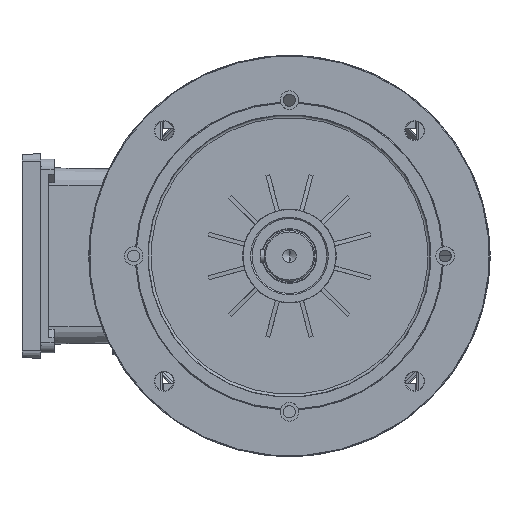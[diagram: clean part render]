
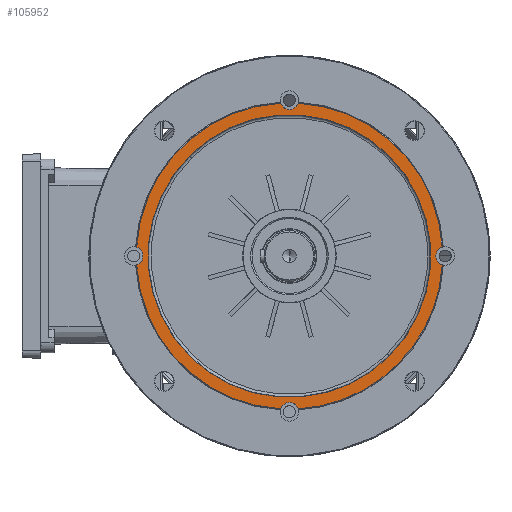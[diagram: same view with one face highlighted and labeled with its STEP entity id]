
A CAD part, left-side view. The second image highlights one B-rep face of the part: STEP entity #105952.
In plain terms, the highlighted face is planar.
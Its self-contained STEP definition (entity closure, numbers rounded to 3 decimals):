
#3081 = EDGE_CURVE ( 'NONE', #172412, #81838, #16170, .T. ) ;
#3525 = ORIENTED_EDGE ( 'NONE', *, *, #3081, .T. ) ;
#4776 = DIRECTION ( 'NONE',  ( 0., 1., 0. ) ) ;
#5214 = CARTESIAN_POINT ( 'NONE',  ( 10., -85.528, 76.127 ) ) ;
#5921 = DIRECTION ( 'NONE',  ( 1., 0., 0. ) ) ;
#6035 = ORIENTED_EDGE ( 'NONE', *, *, #145155, .F. ) ;
#6048 = CARTESIAN_POINT ( 'NONE',  ( 10., 0., -105.75 ) ) ;
#6610 = VERTEX_POINT ( 'NONE', #152610 ) ;
#6763 = CARTESIAN_POINT ( 'NONE',  ( 10., 85.528, 76.127 ) ) ;
#8417 = CARTESIAN_POINT ( 'NONE',  ( 10., -82.378, -82.378 ) ) ;
#9018 = AXIS2_PLACEMENT_3D ( 'NONE', #143452, #146057, #79072 ) ;
#10037 = CIRCLE ( 'NONE', #111310, 7. ) ;
#10993 = CIRCLE ( 'NONE', #50482, 114.5 ) ;
#16069 = CARTESIAN_POINT ( 'NONE',  ( 10., 82.378, 75.378 ) ) ;
#16099 = DIRECTION ( 'NONE',  ( 0., 0., 1. ) ) ;
#16170 = CIRCLE ( 'NONE', #137172, 105.75 ) ;
#18524 = AXIS2_PLACEMENT_3D ( 'NONE', #40401, #54496, #132117 ) ;
#18738 = AXIS2_PLACEMENT_3D ( 'NONE', #19201, #21829, #75560 ) ;
#19201 = CARTESIAN_POINT ( 'NONE',  ( 10., 115., 0. ) ) ;
#19619 = VERTEX_POINT ( 'NONE', #5214 ) ;
#21829 = DIRECTION ( 'NONE',  ( 1., 0., 0. ) ) ;
#21972 = EDGE_CURVE ( 'NONE', #147253, #6610, #73132, .T. ) ;
#22045 = CARTESIAN_POINT ( 'NONE',  ( 10., -82.378, -75.378 ) ) ;
#24402 = CARTESIAN_POINT ( 'NONE',  ( 10., 0., 114.5 ) ) ;
#27007 = CARTESIAN_POINT ( 'NONE',  ( 10., 0., 0. ) ) ;
#27922 = DIRECTION ( 'NONE',  ( 0., 0., -1. ) ) ;
#32652 = ORIENTED_EDGE ( 'NONE', *, *, #58936, .F. ) ;
#33082 = EDGE_CURVE ( 'NONE', #81838, #172412, #144135, .T. ) ;
#33256 = EDGE_LOOP ( 'NONE', ( #3525, #103884 ) ) ;
#34460 = CIRCLE ( 'NONE', #65438, 114.5 ) ;
#37563 = CIRCLE ( 'NONE', #172562, 7. ) ;
#38578 = AXIS2_PLACEMENT_3D ( 'NONE', #42830, #122211, #27922 ) ;
#38614 = AXIS2_PLACEMENT_3D ( 'NONE', #76074, #129826, #49608 ) ;
#38812 = VERTEX_POINT ( 'NONE', #22045 ) ;
#39297 = EDGE_CURVE ( 'NONE', #105654, #6610, #34460, .T. ) ;
#39322 = DIRECTION ( 'NONE',  ( 1., 0., 0. ) ) ;
#40401 = CARTESIAN_POINT ( 'NONE',  ( 10., 0., 0. ) ) ;
#42830 = CARTESIAN_POINT ( 'NONE',  ( 10., 82.378, 82.378 ) ) ;
#43875 = EDGE_CURVE ( 'NONE', #19619, #122340, #91473, .T. ) ;
#45769 = EDGE_LOOP ( 'NONE', ( #146450, #128545, #135578, #133644, #165708, #46992, #58719, #138077, #71698, #6035, #49616, #167502, #32652 ) ) ;
#46992 = ORIENTED_EDGE ( 'NONE', *, *, #21972, .F. ) ;
#47755 = EDGE_CURVE ( 'NONE', #38812, #122340, #37563, .T. ) ;
#48673 = CIRCLE ( 'NONE', #93735, 7. ) ;
#49608 = DIRECTION ( 'NONE',  ( 0., 0., -1. ) ) ;
#49616 = ORIENTED_EDGE ( 'NONE', *, *, #76380, .T. ) ;
#50482 = AXIS2_PLACEMENT_3D ( 'NONE', #114167, #101824, #167915 ) ;
#51534 = VERTEX_POINT ( 'NONE', #67784 ) ;
#51741 = EDGE_CURVE ( 'NONE', #105654, #38812, #133757, .T. ) ;
#52209 = CARTESIAN_POINT ( 'NONE',  ( 10., 82.378, 82.378 ) ) ;
#54496 = DIRECTION ( 'NONE',  ( 1., 0., 0. ) ) ;
#57777 = AXIS2_PLACEMENT_3D ( 'NONE', #8417, #76262, #156471 ) ;
#58719 = ORIENTED_EDGE ( 'NONE', *, *, #168336, .F. ) ;
#58936 = EDGE_CURVE ( 'NONE', #155085, #65196, #102122, .T. ) ;
#59060 = AXIS2_PLACEMENT_3D ( 'NONE', #97143, #72443, #87443 ) ;
#59683 = DIRECTION ( 'NONE',  ( 0., 1., 0. ) ) ;
#60277 = CARTESIAN_POINT ( 'NONE',  ( 10., -82.378, 82.378 ) ) ;
#63942 = DIRECTION ( 'NONE',  ( 0., 0., -1. ) ) ;
#65048 = EDGE_CURVE ( 'NONE', #94770, #65196, #100547, .T. ) ;
#65196 = VERTEX_POINT ( 'NONE', #72350 ) ;
#65438 = AXIS2_PLACEMENT_3D ( 'NONE', #27007, #39322, #79027 ) ;
#67784 = CARTESIAN_POINT ( 'NONE',  ( 10., 76.127, 85.528 ) ) ;
#69558 = VERTEX_POINT ( 'NONE', #16069 ) ;
#70691 = DIRECTION ( 'NONE',  ( 1., 0., 0. ) ) ;
#71698 = ORIENTED_EDGE ( 'NONE', *, *, #164886, .F. ) ;
#71970 = CIRCLE ( 'NONE', #18524, 114.5 ) ;
#72350 = CARTESIAN_POINT ( 'NONE',  ( 10., -76.127, 85.528 ) ) ;
#72443 = DIRECTION ( 'NONE',  ( 1., 0., 0. ) ) ;
#73132 = CIRCLE ( 'NONE', #59060, 7. ) ;
#75560 = DIRECTION ( 'NONE',  ( 0., 0., -1. ) ) ;
#76074 = CARTESIAN_POINT ( 'NONE',  ( 10., 0., 0. ) ) ;
#76262 = DIRECTION ( 'NONE',  ( 1., 0., 0. ) ) ;
#76380 = EDGE_CURVE ( 'NONE', #51534, #94770, #10993, .T. ) ;
#78332 = VERTEX_POINT ( 'NONE', #6763 ) ;
#79027 = DIRECTION ( 'NONE',  ( 0., 0., -1. ) ) ;
#79072 = DIRECTION ( 'NONE',  ( 0., -1., 0. ) ) ;
#81838 = VERTEX_POINT ( 'NONE', #163102 ) ;
#84989 = CIRCLE ( 'NONE', #9018, 7. ) ;
#87443 = DIRECTION ( 'NONE',  ( 0., -1., 0. ) ) ;
#88466 = DIRECTION ( 'NONE',  ( 0., 0., -1. ) ) ;
#88798 = FACE_BOUND ( 'NONE', #33256, .T. ) ;
#91473 = CIRCLE ( 'NONE', #150569, 114.5 ) ;
#92246 = DIRECTION ( 'NONE',  ( 1., 0., 0. ) ) ;
#93735 = AXIS2_PLACEMENT_3D ( 'NONE', #52209, #128984, #88466 ) ;
#94770 = VERTEX_POINT ( 'NONE', #24402 ) ;
#97143 = CARTESIAN_POINT ( 'NONE',  ( 10., 82.378, -82.378 ) ) ;
#100547 = CIRCLE ( 'NONE', #38614, 114.5 ) ;
#101824 = DIRECTION ( 'NONE',  ( 1., 0., 0. ) ) ;
#102122 = CIRCLE ( 'NONE', #169656, 7. ) ;
#103884 = ORIENTED_EDGE ( 'NONE', *, *, #33082, .T. ) ;
#105654 = VERTEX_POINT ( 'NONE', #140107 ) ;
#105952 = ADVANCED_FACE ( 'NONE', ( #155767, #88798 ), #156642, .T. ) ;
#106330 = CARTESIAN_POINT ( 'NONE',  ( 10., 0., 0. ) ) ;
#111310 = AXIS2_PLACEMENT_3D ( 'NONE', #138103, #5921, #59683 ) ;
#114167 = CARTESIAN_POINT ( 'NONE',  ( 10., 0., 0. ) ) ;
#114605 = CIRCLE ( 'NONE', #38578, 7. ) ;
#121496 = CARTESIAN_POINT ( 'NONE',  ( 10., 0., 0. ) ) ;
#122211 = DIRECTION ( 'NONE',  ( 1., 0., 0. ) ) ;
#122340 = VERTEX_POINT ( 'NONE', #153238 ) ;
#125333 = CARTESIAN_POINT ( 'NONE',  ( 10., -82.378, -82.378 ) ) ;
#125506 = DIRECTION ( 'NONE',  ( 1., 0., 0. ) ) ;
#128545 = ORIENTED_EDGE ( 'NONE', *, *, #43875, .T. ) ;
#128984 = DIRECTION ( 'NONE',  ( 1., 0., 0. ) ) ;
#129826 = DIRECTION ( 'NONE',  ( 1., 0., 0. ) ) ;
#132117 = DIRECTION ( 'NONE',  ( 0., 0., -1. ) ) ;
#133644 = ORIENTED_EDGE ( 'NONE', *, *, #51741, .F. ) ;
#133757 = CIRCLE ( 'NONE', #57777, 7. ) ;
#133858 = CARTESIAN_POINT ( 'NONE',  ( 10., 85.528, -76.127 ) ) ;
#135542 = DIRECTION ( 'NONE',  ( 0., 0., -1. ) ) ;
#135578 = ORIENTED_EDGE ( 'NONE', *, *, #47755, .F. ) ;
#137172 = AXIS2_PLACEMENT_3D ( 'NONE', #157355, #155619, #63942 ) ;
#138077 = ORIENTED_EDGE ( 'NONE', *, *, #173481, .T. ) ;
#138103 = CARTESIAN_POINT ( 'NONE',  ( 10., -82.378, 82.378 ) ) ;
#140107 = CARTESIAN_POINT ( 'NONE',  ( 10., -76.127, -85.528 ) ) ;
#140432 = EDGE_CURVE ( 'NONE', #19619, #155085, #10037, .T. ) ;
#142461 = CARTESIAN_POINT ( 'NONE',  ( 10., -82.378, 75.378 ) ) ;
#143452 = CARTESIAN_POINT ( 'NONE',  ( 10., 82.378, -82.378 ) ) ;
#144135 = CIRCLE ( 'NONE', #146893, 105.75 ) ;
#145155 = EDGE_CURVE ( 'NONE', #51534, #69558, #114605, .T. ) ;
#145988 = DIRECTION ( 'NONE',  ( 0., 0., -1. ) ) ;
#146057 = DIRECTION ( 'NONE',  ( 1., 0., 0. ) ) ;
#146450 = ORIENTED_EDGE ( 'NONE', *, *, #140432, .F. ) ;
#146893 = AXIS2_PLACEMENT_3D ( 'NONE', #121496, #161126, #135542 ) ;
#147253 = VERTEX_POINT ( 'NONE', #156089 ) ;
#150569 = AXIS2_PLACEMENT_3D ( 'NONE', #106330, #92246, #145988 ) ;
#152610 = CARTESIAN_POINT ( 'NONE',  ( 10., 76.127, -85.528 ) ) ;
#153238 = CARTESIAN_POINT ( 'NONE',  ( 10., -85.528, -76.127 ) ) ;
#155085 = VERTEX_POINT ( 'NONE', #142461 ) ;
#155619 = DIRECTION ( 'NONE',  ( -1., 0., 0. ) ) ;
#155767 = FACE_OUTER_BOUND ( 'NONE', #45769, .T. ) ;
#156089 = CARTESIAN_POINT ( 'NONE',  ( 10., 82.378, -75.378 ) ) ;
#156471 = DIRECTION ( 'NONE',  ( 0., 0., 1. ) ) ;
#156642 = PLANE ( 'NONE',  #18738 ) ;
#157355 = CARTESIAN_POINT ( 'NONE',  ( 10., 0., 0. ) ) ;
#161126 = DIRECTION ( 'NONE',  ( -1., 0., 0. ) ) ;
#163102 = CARTESIAN_POINT ( 'NONE',  ( 10., 0., 105.75 ) ) ;
#164886 = EDGE_CURVE ( 'NONE', #69558, #78332, #48673, .T. ) ;
#165708 = ORIENTED_EDGE ( 'NONE', *, *, #39297, .T. ) ;
#167502 = ORIENTED_EDGE ( 'NONE', *, *, #65048, .T. ) ;
#167915 = DIRECTION ( 'NONE',  ( 0., 0., -1. ) ) ;
#167990 = VERTEX_POINT ( 'NONE', #133858 ) ;
#168336 = EDGE_CURVE ( 'NONE', #167990, #147253, #84989, .T. ) ;
#169656 = AXIS2_PLACEMENT_3D ( 'NONE', #60277, #125506, #4776 ) ;
#172412 = VERTEX_POINT ( 'NONE', #6048 ) ;
#172562 = AXIS2_PLACEMENT_3D ( 'NONE', #125333, #70691, #16099 ) ;
#173481 = EDGE_CURVE ( 'NONE', #167990, #78332, #71970, .T. ) ;
